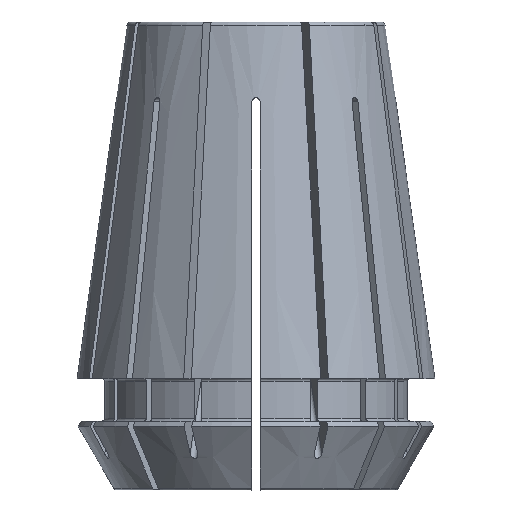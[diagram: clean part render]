
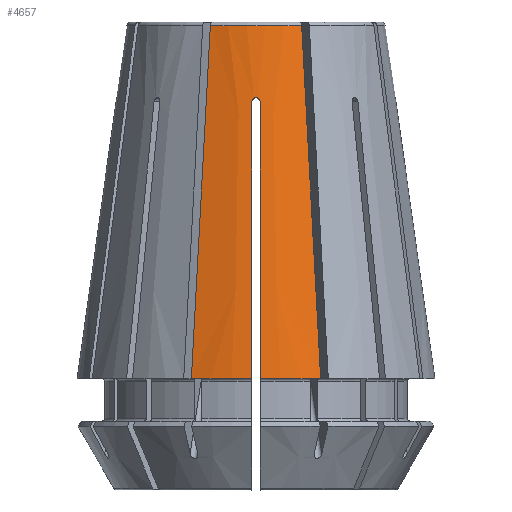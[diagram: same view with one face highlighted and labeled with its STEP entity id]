
A CAD part, left-side view. The second image highlights one B-rep face of the part: STEP entity #4657.
In plain terms, the highlighted conical face has half-angle 8 degrees and reference radius 13 mm.
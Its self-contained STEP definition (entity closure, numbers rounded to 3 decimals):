
#245=B_SPLINE_CURVE_WITH_KNOTS('',3,(#7289,#7290,#7291,#7292),
 .UNSPECIFIED.,.F.,.F.,(4,4),(0.,0.026),
 .UNSPECIFIED.);
#246=B_SPLINE_CURVE_WITH_KNOTS('',3,(#7293,#7294,#7295,#7296),
 .UNSPECIFIED.,.F.,.F.,(4,4),(0.016,0.037),
 .UNSPECIFIED.);
#247=B_SPLINE_CURVE_WITH_KNOTS('',3,(#7298,#7299,#7300,#7301,#7302),
 .UNSPECIFIED.,.F.,.F.,(4,1,4),(0.,0.,0.001),
 .UNSPECIFIED.);
#248=B_SPLINE_CURVE_WITH_KNOTS('',3,(#7304,#7305,#7306,#7307),
 .UNSPECIFIED.,.F.,.F.,(4,4),(0.016,0.037),
 .UNSPECIFIED.);
#249=B_SPLINE_CURVE_WITH_KNOTS('',3,(#7308,#7309,#7310,#7311),
 .UNSPECIFIED.,.F.,.F.,(4,4),(0.,0.026),
 .UNSPECIFIED.);
#480=CONICAL_SURFACE('',#5001,13.,0.14);
#563=CIRCLE('',#4969,13.);
#579=CIRCLE('',#5000,13.);
#580=CIRCLE('',#5002,9.396);
#1014=ORIENTED_EDGE('',*,*,#2490,.F.);
#1015=ORIENTED_EDGE('',*,*,#2491,.T.);
#1016=ORIENTED_EDGE('',*,*,#2487,.T.);
#1017=ORIENTED_EDGE('',*,*,#2492,.T.);
#1018=ORIENTED_EDGE('',*,*,#2493,.T.);
#1019=ORIENTED_EDGE('',*,*,#2494,.F.);
#1020=ORIENTED_EDGE('',*,*,#2443,.T.);
#1021=ORIENTED_EDGE('',*,*,#2495,.F.);
#2443=EDGE_CURVE('',#3163,#3164,#563,.T.);
#2487=EDGE_CURVE('',#3196,#3197,#579,.T.);
#2490=EDGE_CURVE('',#3198,#3199,#580,.T.);
#2491=EDGE_CURVE('',#3198,#3196,#245,.T.);
#2492=EDGE_CURVE('',#3197,#3200,#246,.F.);
#2493=EDGE_CURVE('',#3200,#3201,#247,.T.);
#2494=EDGE_CURVE('',#3163,#3201,#248,.F.);
#2495=EDGE_CURVE('',#3199,#3164,#249,.T.);
#3163=VERTEX_POINT('',#7142);
#3164=VERTEX_POINT('',#7144);
#3196=VERTEX_POINT('',#7281);
#3197=VERTEX_POINT('',#7282);
#3198=VERTEX_POINT('',#7287);
#3199=VERTEX_POINT('',#7288);
#3200=VERTEX_POINT('',#7297);
#3201=VERTEX_POINT('',#7303);
#4057=EDGE_LOOP('',(#1014,#1015,#1016,#1017,#1018,#1019,#1020,#1021));
#4313=FACE_BOUND('',#4057,.T.);
#4657=ADVANCED_FACE('',(#4313),#480,.T.);
#4969=AXIS2_PLACEMENT_3D('',#7145,#5607,#5608);
#5000=AXIS2_PLACEMENT_3D('',#7280,#5681,#5682);
#5001=AXIS2_PLACEMENT_3D('',#7285,#5685,#5686);
#5002=AXIS2_PLACEMENT_3D('',#7286,#5687,#5688);
#5607=DIRECTION('',(0.,0.,1.));
#5608=DIRECTION('',(1.,0.,0.));
#5681=DIRECTION('',(0.,0.,1.));
#5682=DIRECTION('',(1.,0.,0.));
#5685=DIRECTION('',(0.,0.,-1.));
#5686=DIRECTION('',(-1.,0.,0.));
#5687=DIRECTION('',(0.,0.,1.));
#5688=DIRECTION('',(1.,0.,0.));
#7142=CARTESIAN_POINT('',(-12.997,-0.3,8.1));
#7144=CARTESIAN_POINT('',(-12.122,-4.696,8.1));
#7145=CARTESIAN_POINT('',(0.,0.,8.1));
#7280=CARTESIAN_POINT('',(0.,0.,8.1));
#7281=CARTESIAN_POINT('',(-12.122,4.696,8.1));
#7282=CARTESIAN_POINT('',(-12.997,0.3,8.1));
#7285=CARTESIAN_POINT('',(0.,0.,8.1));
#7286=CARTESIAN_POINT('',(0.,0.,33.742));
#7287=CARTESIAN_POINT('',(-8.791,3.317,33.742));
#7288=CARTESIAN_POINT('',(-8.791,-3.317,33.742));
#7289=CARTESIAN_POINT('',(-8.791,3.317,33.742));
#7290=CARTESIAN_POINT('',(-9.902,3.777,25.195));
#7291=CARTESIAN_POINT('',(-11.012,4.237,16.647));
#7292=CARTESIAN_POINT('',(-12.122,4.696,8.1));
#7293=CARTESIAN_POINT('',(-10.171,0.3,28.2));
#7294=CARTESIAN_POINT('',(-11.113,0.3,21.5));
#7295=CARTESIAN_POINT('',(-12.055,0.3,14.8));
#7296=CARTESIAN_POINT('',(-12.997,0.3,8.1));
#7297=CARTESIAN_POINT('',(-10.171,0.3,28.2));
#7298=CARTESIAN_POINT('',(-10.171,0.3,28.2));
#7299=CARTESIAN_POINT('',(-10.149,0.3,28.358));
#7300=CARTESIAN_POINT('',(-10.117,0.,28.642));
#7301=CARTESIAN_POINT('',(-10.149,-0.3,28.358));
#7302=CARTESIAN_POINT('',(-10.171,-0.3,28.2));
#7303=CARTESIAN_POINT('',(-10.171,-0.3,28.2));
#7304=CARTESIAN_POINT('',(-10.171,-0.3,28.2));
#7305=CARTESIAN_POINT('',(-11.113,-0.3,21.5));
#7306=CARTESIAN_POINT('',(-12.055,-0.3,14.8));
#7307=CARTESIAN_POINT('',(-12.997,-0.3,8.1));
#7308=CARTESIAN_POINT('',(-8.791,-3.317,33.742));
#7309=CARTESIAN_POINT('',(-9.902,-3.777,25.195));
#7310=CARTESIAN_POINT('',(-11.012,-4.237,16.647));
#7311=CARTESIAN_POINT('',(-12.122,-4.696,8.1));
